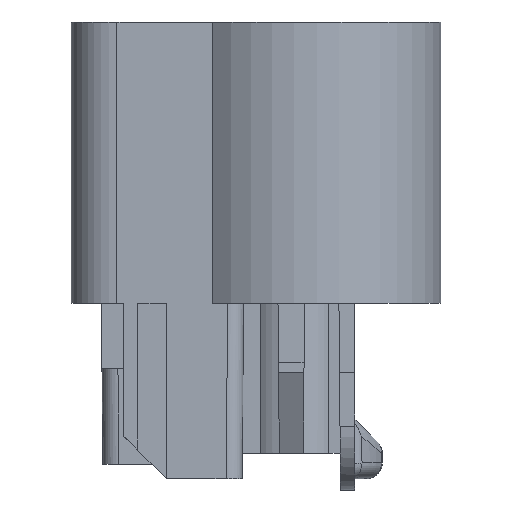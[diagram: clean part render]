
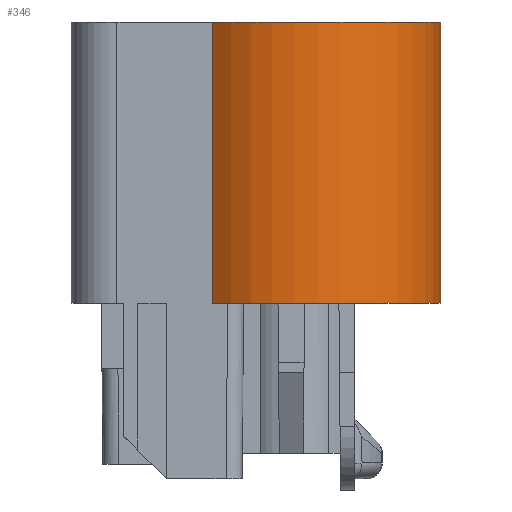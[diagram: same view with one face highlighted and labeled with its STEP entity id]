
A CAD part, left-side view. The second image highlights one B-rep face of the part: STEP entity #346.
In plain terms, the highlighted cylindrical face has radius 8.6 mm (diameter 17.2 mm), a partial arc.
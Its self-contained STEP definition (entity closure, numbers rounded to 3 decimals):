
#128=CYLINDRICAL_SURFACE('',#3837,8.6);
#207=CIRCLE('',#3747,8.6);
#235=CIRCLE('',#3831,8.6);
#346=ADVANCED_FACE('',(#677),#128,.T.);
#677=FACE_OUTER_BOUND('',#871,.T.);
#871=EDGE_LOOP('',(#1381,#1382,#1383,#1384));
#1381=ORIENTED_EDGE('',*,*,#2610,.F.);
#1382=ORIENTED_EDGE('',*,*,#2606,.T.);
#1383=ORIENTED_EDGE('',*,*,#2435,.T.);
#1384=ORIENTED_EDGE('',*,*,#2417,.T.);
#2054=VERTEX_POINT('',#4972);
#2080=VERTEX_POINT('',#5024);
#2095=VERTEX_POINT('',#5061);
#2212=VERTEX_POINT('',#5415);
#2417=EDGE_CURVE('',#2054,#2080,#207,.T.);
#2435=EDGE_CURVE('',#2095,#2054,#2949,.T.);
#2606=EDGE_CURVE('',#2212,#2095,#235,.T.);
#2610=EDGE_CURVE('',#2212,#2080,#3094,.T.);
#2949=LINE('',#5060,#3364);
#3094=LINE('',#5430,#3509);
#3364=VECTOR('',#4074,1.);
#3509=VECTOR('',#4389,1.);
#3747=AXIS2_PLACEMENT_3D('',#5025,#4049,#4050);
#3831=AXIS2_PLACEMENT_3D('',#5422,#4376,#4377);
#3837=AXIS2_PLACEMENT_3D('',#5432,#4392,#4393);
#4049=DIRECTION('',(0.,0.,1.));
#4050=DIRECTION('',(-1.,0.,0.));
#4074=DIRECTION('',(0.,0.,-1.));
#4376=DIRECTION('',(0.,0.,-1.));
#4377=DIRECTION('',(-1.,0.,0.));
#4389=DIRECTION('',(0.,0.,-1.));
#4392=DIRECTION('',(0.,0.,-1.));
#4393=DIRECTION('',(-1.,0.,0.));
#4972=CARTESIAN_POINT('',(-9.723,5.662,-10.9));
#5024=CARTESIAN_POINT('',(-3.25,-8.6,-10.9));
#5025=CARTESIAN_POINT('',(-3.25,0.,-10.9));
#5060=CARTESIAN_POINT('',(-9.723,5.662,6.3));
#5061=CARTESIAN_POINT('',(-9.723,5.662,6.7));
#5415=CARTESIAN_POINT('',(-3.25,-8.6,6.7));
#5422=CARTESIAN_POINT('',(-3.25,0.,6.7));
#5430=CARTESIAN_POINT('',(-3.25,-8.6,6.7));
#5432=CARTESIAN_POINT('',(-3.25,0.,6.3));
